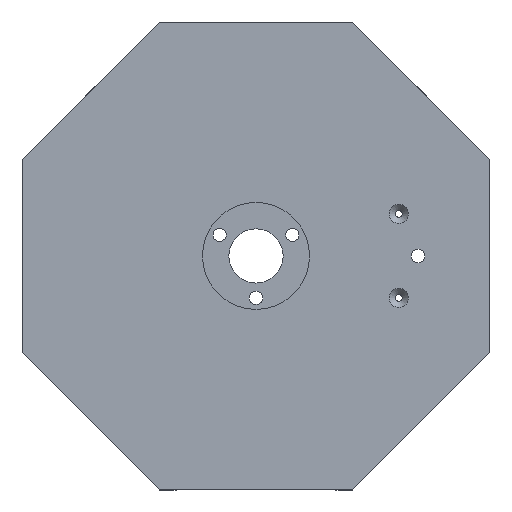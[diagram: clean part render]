
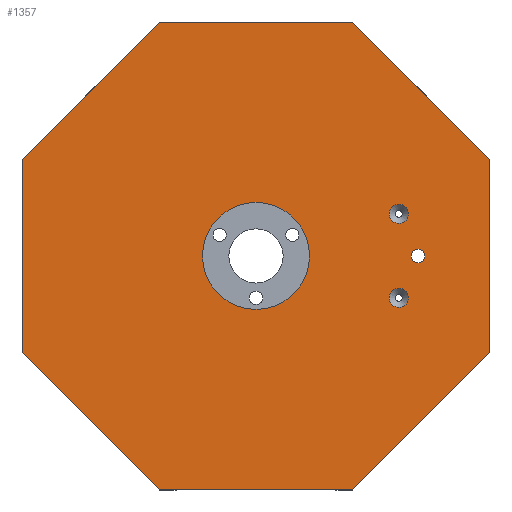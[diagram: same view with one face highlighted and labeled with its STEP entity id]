
A CAD part, top view. The second image highlights one B-rep face of the part: STEP entity #1357.
In plain terms, the highlighted planar face has unit normal (0, 0, 1).
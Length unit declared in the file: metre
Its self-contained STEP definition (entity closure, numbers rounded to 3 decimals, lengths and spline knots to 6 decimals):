
#26=LINE('',#2047,#136);
#30=LINE('',#2056,#140);
#33=LINE('',#2062,#143);
#40=LINE('',#2078,#150);
#43=LINE('',#2084,#153);
#46=LINE('',#2090,#156);
#49=LINE('',#2096,#159);
#56=LINE('',#2110,#166);
#136=VECTOR('',#1634,1.);
#140=VECTOR('',#1640,1.);
#143=VECTOR('',#1645,1.);
#150=VECTOR('',#1656,1.);
#153=VECTOR('',#1661,1.);
#156=VECTOR('',#1666,1.);
#159=VECTOR('',#1671,1.);
#166=VECTOR('',#1680,1.);
#256=PLANE('',#1477);
#381=ORIENTED_EDGE('',*,*,#728,.T.);
#382=ORIENTED_EDGE('',*,*,#729,.T.);
#383=ORIENTED_EDGE('',*,*,#730,.F.);
#384=ORIENTED_EDGE('',*,*,#731,.F.);
#385=ORIENTED_EDGE('',*,*,#674,.T.);
#386=ORIENTED_EDGE('',*,*,#678,.T.);
#387=ORIENTED_EDGE('',*,*,#681,.T.);
#388=ORIENTED_EDGE('',*,*,#689,.T.);
#389=ORIENTED_EDGE('',*,*,#692,.T.);
#390=ORIENTED_EDGE('',*,*,#695,.T.);
#391=ORIENTED_EDGE('',*,*,#698,.T.);
#392=ORIENTED_EDGE('',*,*,#705,.T.);
#674=EDGE_CURVE('',#856,#857,#26,.T.);
#678=EDGE_CURVE('',#857,#860,#30,.T.);
#681=EDGE_CURVE('',#860,#862,#33,.T.);
#689=EDGE_CURVE('',#862,#869,#40,.T.);
#692=EDGE_CURVE('',#869,#871,#43,.T.);
#695=EDGE_CURVE('',#871,#873,#46,.T.);
#698=EDGE_CURVE('',#873,#875,#49,.T.);
#705=EDGE_CURVE('',#875,#856,#56,.T.);
#728=EDGE_CURVE('',#900,#900,#1004,.T.);
#729=EDGE_CURVE('',#901,#901,#1005,.T.);
#730=EDGE_CURVE('',#902,#902,#1006,.T.);
#731=EDGE_CURVE('',#903,#903,#1007,.T.);
#856=VERTEX_POINT('',#2048);
#857=VERTEX_POINT('',#2049);
#860=VERTEX_POINT('',#2057);
#862=VERTEX_POINT('',#2063);
#869=VERTEX_POINT('',#2079);
#871=VERTEX_POINT('',#2085);
#873=VERTEX_POINT('',#2091);
#875=VERTEX_POINT('',#2097);
#900=VERTEX_POINT('',#2155);
#901=VERTEX_POINT('',#2157);
#902=VERTEX_POINT('',#2159);
#903=VERTEX_POINT('',#2161);
#1004=CIRCLE('',#1478,0.004);
#1005=CIRCLE('',#1479,0.004);
#1006=CIRCLE('',#1480,0.0028);
#1007=CIRCLE('',#1481,0.0223);
#1072=EDGE_LOOP('',(#381));
#1073=EDGE_LOOP('',(#382));
#1074=EDGE_LOOP('',(#383));
#1075=EDGE_LOOP('',(#384));
#1076=EDGE_LOOP('',(#385,#386,#387,#388,#389,#390,#391,#392));
#1208=FACE_BOUND('',#1072,.T.);
#1209=FACE_BOUND('',#1073,.T.);
#1210=FACE_BOUND('',#1074,.T.);
#1211=FACE_BOUND('',#1075,.T.);
#1212=FACE_BOUND('',#1076,.T.);
#1357=ADVANCED_FACE('',(#1208,#1209,#1210,#1211,#1212),#256,.T.);
#1477=AXIS2_PLACEMENT_3D('',#2153,#1716,#1717);
#1478=AXIS2_PLACEMENT_3D('',#2154,#1718,#1719);
#1479=AXIS2_PLACEMENT_3D('',#2156,#1720,#1721);
#1480=AXIS2_PLACEMENT_3D('',#2158,#1722,#1723);
#1481=AXIS2_PLACEMENT_3D('',#2160,#1724,#1725);
#1634=DIRECTION('',(0.,1.,0.));
#1640=DIRECTION('',(-0.707,0.707,0.));
#1645=DIRECTION('',(-1.,0.,0.));
#1656=DIRECTION('',(-0.707,-0.707,0.));
#1661=DIRECTION('',(0.,-1.,0.));
#1666=DIRECTION('',(0.707,-0.707,0.));
#1671=DIRECTION('',(1.,0.,0.));
#1680=DIRECTION('',(0.707,0.707,0.));
#1716=DIRECTION('',(0.,0.,1.));
#1717=DIRECTION('',(1.,0.,0.));
#1718=DIRECTION('',(0.,0.,-1.));
#1719=DIRECTION('',(-1.,0.,0.));
#1720=DIRECTION('',(0.,0.,-1.));
#1721=DIRECTION('',(-1.,0.,0.));
#1722=DIRECTION('',(0.,0.,1.));
#1723=DIRECTION('',(1.,0.,0.));
#1724=DIRECTION('',(0.,0.,1.));
#1725=DIRECTION('',(1.,0.,0.));
#2047=CARTESIAN_POINT('',(0.0975,0.,0.));
#2048=CARTESIAN_POINT('',(0.0975,-0.040386,0.));
#2049=CARTESIAN_POINT('',(0.0975,0.040386,0.));
#2056=CARTESIAN_POINT('',(0.068943,0.068943,0.));
#2057=CARTESIAN_POINT('',(0.040386,0.0975,0.));
#2062=CARTESIAN_POINT('',(0.,0.0975,0.));
#2063=CARTESIAN_POINT('',(-0.040386,0.0975,0.));
#2078=CARTESIAN_POINT('',(-0.068943,0.068943,0.));
#2079=CARTESIAN_POINT('',(-0.0975,0.040386,0.));
#2084=CARTESIAN_POINT('',(-0.0975,0.,0.));
#2085=CARTESIAN_POINT('',(-0.0975,-0.040386,0.));
#2090=CARTESIAN_POINT('',(-0.068943,-0.068943,0.));
#2091=CARTESIAN_POINT('',(-0.040386,-0.0975,0.));
#2096=CARTESIAN_POINT('',(0.,-0.0975,0.));
#2097=CARTESIAN_POINT('',(0.040386,-0.0975,0.));
#2110=CARTESIAN_POINT('',(0.068943,-0.068943,0.));
#2153=CARTESIAN_POINT('',(0.,0.,0.));
#2154=CARTESIAN_POINT('',(0.0595,-0.0175,0.));
#2155=CARTESIAN_POINT('',(0.0555,-0.0175,0.));
#2156=CARTESIAN_POINT('',(0.0595,0.0175,0.));
#2157=CARTESIAN_POINT('',(0.0555,0.0175,0.));
#2158=CARTESIAN_POINT('',(0.0675,0.,0.));
#2159=CARTESIAN_POINT('',(0.0703,0.,0.));
#2160=CARTESIAN_POINT('',(0.,0.,0.));
#2161=CARTESIAN_POINT('',(0.0223,0.,0.));
